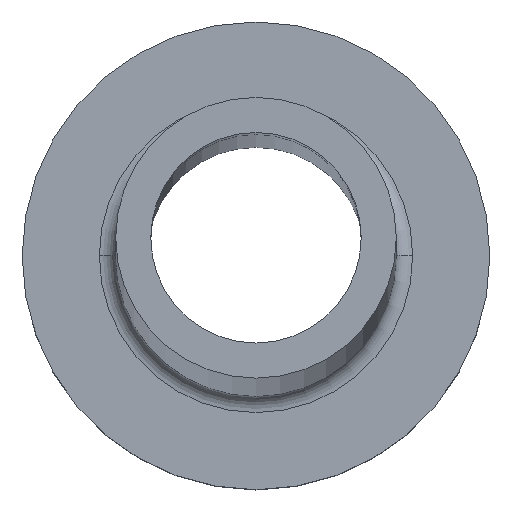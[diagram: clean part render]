
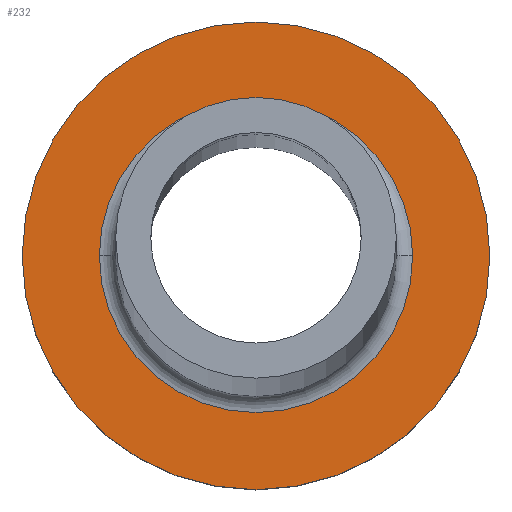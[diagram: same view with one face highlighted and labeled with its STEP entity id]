
A CAD part, top view. The second image highlights one B-rep face of the part: STEP entity #232.
In plain terms, the highlighted planar face has unit normal (0, 0, 1).
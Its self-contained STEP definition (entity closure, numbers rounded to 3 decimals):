
#1 = EDGE_CURVE ( 'NONE', #226, #153, #145, .T. ) ;
#32 = DIRECTION ( 'NONE',  ( 0., 0., -1. ) ) ;
#41 = DIRECTION ( 'NONE',  ( 1., 0., 0. ) ) ;
#47 = AXIS2_PLACEMENT_3D ( 'NONE', #297, #438, #120 ) ;
#55 = DIRECTION ( 'NONE',  ( 0., 0., 1. ) ) ;
#65 = EDGE_CURVE ( 'NONE', #153, #226, #302, .T. ) ;
#76 = EDGE_CURVE ( 'NONE', #191, #420, #413, .T. ) ;
#102 = CARTESIAN_POINT ( 'NONE',  ( -10., 0., 7. ) ) ;
#107 = CARTESIAN_POINT ( 'NONE',  ( 0., 0., 7. ) ) ;
#108 = CIRCLE ( 'NONE', #139, 6.7 ) ;
#118 = EDGE_LOOP ( 'NONE', ( #187, #342 ) ) ;
#120 = DIRECTION ( 'NONE',  ( 1., 0., 0. ) ) ;
#139 = AXIS2_PLACEMENT_3D ( 'NONE', #107, #32, #318 ) ;
#145 = CIRCLE ( 'NONE', #285, 10. ) ;
#151 = CARTESIAN_POINT ( 'NONE',  ( 0., 0., 7. ) ) ;
#152 = ORIENTED_EDGE ( 'NONE', *, *, #76, .T. ) ;
#153 = VERTEX_POINT ( 'NONE', #451 ) ;
#187 = ORIENTED_EDGE ( 'NONE', *, *, #1, .T. ) ;
#191 = VERTEX_POINT ( 'NONE', #418 ) ;
#205 = DIRECTION ( 'NONE',  ( 1., 0., 0. ) ) ;
#212 = CARTESIAN_POINT ( 'NONE',  ( 0., 0., 7. ) ) ;
#214 = EDGE_LOOP ( 'NONE', ( #152, #322 ) ) ;
#220 = AXIS2_PLACEMENT_3D ( 'NONE', #270, #399, #434 ) ;
#226 = VERTEX_POINT ( 'NONE', #102 ) ;
#232 = ADVANCED_FACE ( 'NONE', ( #412, #383 ), #341, .T. ) ;
#237 = AXIS2_PLACEMENT_3D ( 'NONE', #212, #55, #205 ) ;
#270 = CARTESIAN_POINT ( 'NONE',  ( 0., 0., 7. ) ) ;
#285 = AXIS2_PLACEMENT_3D ( 'NONE', #151, #319, #41 ) ;
#297 = CARTESIAN_POINT ( 'NONE',  ( 0., 0., 7. ) ) ;
#299 = CARTESIAN_POINT ( 'NONE',  ( -6.7, 0., 7. ) ) ;
#302 = CIRCLE ( 'NONE', #47, 10. ) ;
#318 = DIRECTION ( 'NONE',  ( 1., 0., 0. ) ) ;
#319 = DIRECTION ( 'NONE',  ( 0., 0., 1. ) ) ;
#322 = ORIENTED_EDGE ( 'NONE', *, *, #354, .T. ) ;
#341 = PLANE ( 'NONE',  #237 ) ;
#342 = ORIENTED_EDGE ( 'NONE', *, *, #65, .T. ) ;
#354 = EDGE_CURVE ( 'NONE', #420, #191, #108, .T. ) ;
#383 = FACE_OUTER_BOUND ( 'NONE', #118, .T. ) ;
#399 = DIRECTION ( 'NONE',  ( 0., 0., -1. ) ) ;
#412 = FACE_BOUND ( 'NONE', #214, .T. ) ;
#413 = CIRCLE ( 'NONE', #220, 6.7 ) ;
#418 = CARTESIAN_POINT ( 'NONE',  ( 6.7, 0., 7. ) ) ;
#420 = VERTEX_POINT ( 'NONE', #299 ) ;
#434 = DIRECTION ( 'NONE',  ( 1., 0., 0. ) ) ;
#438 = DIRECTION ( 'NONE',  ( 0., 0., 1. ) ) ;
#451 = CARTESIAN_POINT ( 'NONE',  ( 10., 0., 7. ) ) ;
